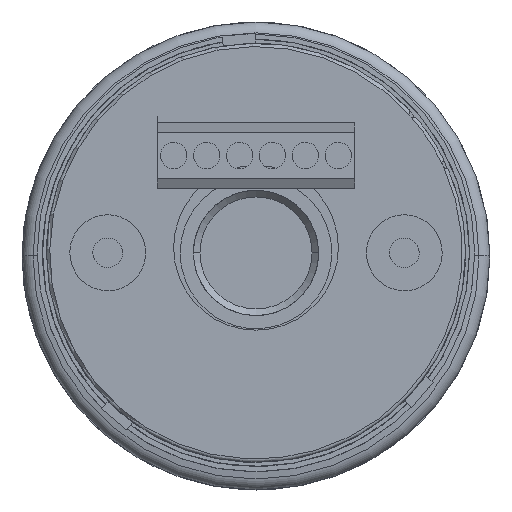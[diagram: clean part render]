
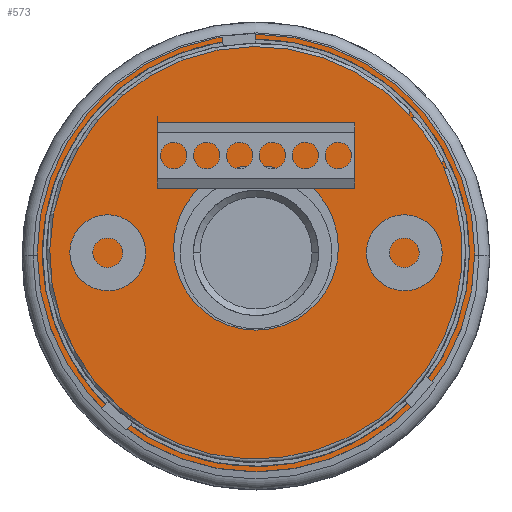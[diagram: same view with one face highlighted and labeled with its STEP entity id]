
A CAD part, top view. The second image highlights one B-rep face of the part: STEP entity #573.
In plain terms, the highlighted planar face has unit normal (0, 0, 1).
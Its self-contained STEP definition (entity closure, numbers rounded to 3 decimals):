
#493=CARTESIAN_POINT('',(252.824,-113.935,21.855));
#494=VERTEX_POINT('',#493);
#503=CARTESIAN_POINT('',(186.423,-113.935,21.855));
#504=VERTEX_POINT('',#503);
#505=CARTESIAN_POINT('',(219.623,-113.935,21.855));
#506=DIRECTION('',(0.0,0.0,1.0));
#507=DIRECTION('',(1.0,0.0,0.0));
#508=AXIS2_PLACEMENT_3D('',#505,#506,#507);
#509=CIRCLE('',#508,33.201);
#510=EDGE_CURVE('',#504,#494,#509,.T.);
#544=CARTESIAN_POINT('',(219.623,-113.935,21.855));
#545=DIRECTION('',(0.0,0.0,1.0));
#546=DIRECTION('',(1.0,0.0,0.0));
#547=AXIS2_PLACEMENT_3D('',#544,#545,#546);
#548=CIRCLE('',#547,33.201);
#549=EDGE_CURVE('',#494,#504,#548,.T.);
#564=CARTESIAN_POINT('',(219.623,-113.935,21.855));
#565=DIRECTION('',(0.0,0.0,1.0));
#566=DIRECTION('',(1.0,0.0,0.0));
#567=AXIS2_PLACEMENT_3D('',#564,#565,#566);
#568=PLANE('',#567);
#569=ORIENTED_EDGE('',*,*,#549,.T.);
#570=ORIENTED_EDGE('',*,*,#510,.T.);
#571=EDGE_LOOP('',(#569,#570));
#572=FACE_OUTER_BOUND('',#571,.T.);
#573=ADVANCED_FACE('',(#572),#568,.T.);
